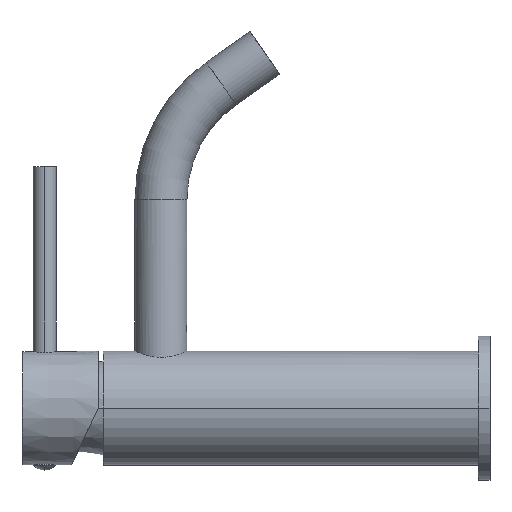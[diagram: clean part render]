
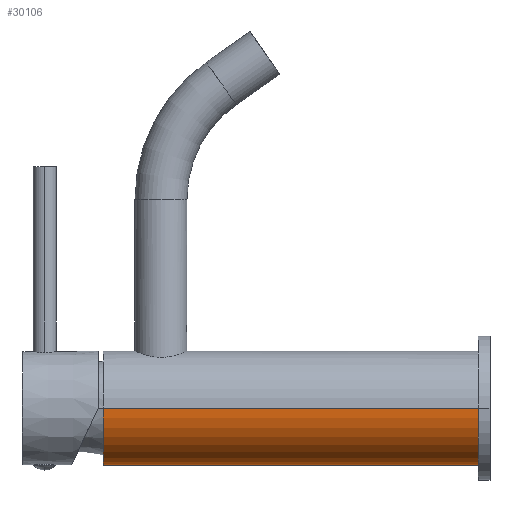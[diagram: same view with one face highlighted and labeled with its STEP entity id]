
A CAD part, left-side view. The second image highlights one B-rep face of the part: STEP entity #30106.
In plain terms, the highlighted cylindrical face has radius 19.75 mm (diameter 39.5 mm), a partial arc.
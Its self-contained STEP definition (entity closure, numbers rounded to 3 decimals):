
#599=CARTESIAN_POINT('',(0.,130.,0.));
#600=DIRECTION('',(0.,1.,0.));
#601=DIRECTION('',(1.,0.,0.));
#602=AXIS2_PLACEMENT_3D('',#599,#600,#601);
#785=CARTESIAN_POINT('',(0.,0.,0.));
#786=DIRECTION('',(0.,-1.,0.));
#787=DIRECTION('',(-1.,0.,0.));
#788=AXIS2_PLACEMENT_3D('',#785,#786,#787);
#790=DIRECTION('',(0.,1.,0.));
#791=VECTOR('',#790,130.);
#792=CARTESIAN_POINT('',(19.75,0.,0.));
#793=LINE('',#792,#791);
#794=DIRECTION('',(0.,1.,0.));
#795=VECTOR('',#794,130.);
#796=CARTESIAN_POINT('',(-19.75,0.,0.));
#797=LINE('',#796,#795);
#25715=CARTESIAN_POINT('',(19.75,130.,0.));
#25716=CARTESIAN_POINT('',(-19.75,130.,0.));
#25717=VERTEX_POINT('',#25715);
#25718=VERTEX_POINT('',#25716);
#27953=CARTESIAN_POINT('',(19.75,0.,0.));
#27954=CARTESIAN_POINT('',(-19.75,0.,0.));
#27955=VERTEX_POINT('',#27953);
#27956=VERTEX_POINT('',#27954);
#30094=CARTESIAN_POINT('',(0.,136.5,0.));
#30095=DIRECTION('',(0.,-1.,0.));
#30096=DIRECTION('',(-1.,0.,0.));
#30097=AXIS2_PLACEMENT_3D('',#30094,#30095,#30096);
#30098=CYLINDRICAL_SURFACE('',#30097,19.75);
#30100=ORIENTED_EDGE('',*,*,#30099,.T.);
#30101=ORIENTED_EDGE('',*,*,#30074,.T.);
#30102=ORIENTED_EDGE('',*,*,#30049,.T.);
#30103=ORIENTED_EDGE('',*,*,#30071,.F.);
#30104=EDGE_LOOP('',(#30100,#30101,#30102,#30103));
#30105=FACE_OUTER_BOUND('',#30104,.F.);
#30106=ADVANCED_FACE('',(#30105),#30098,.T.);
#603=CIRCLE('',#602,19.75);
#789=CIRCLE('',#788,19.75);
#30049=EDGE_CURVE('',#25717,#25718,#603,.T.);
#30071=EDGE_CURVE('',#27956,#25718,#797,.T.);
#30074=EDGE_CURVE('',#27955,#25717,#793,.T.);
#30099=EDGE_CURVE('',#27956,#27955,#789,.T.);
